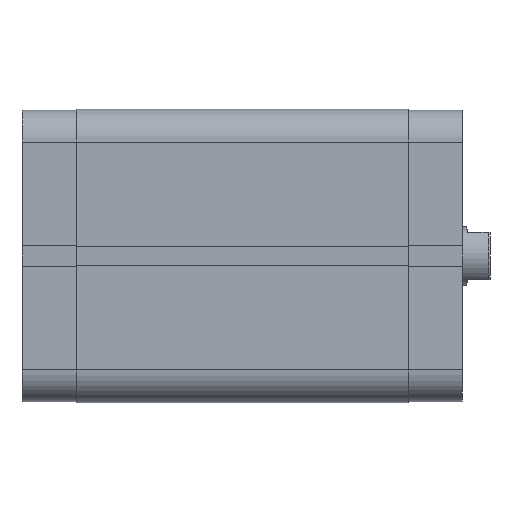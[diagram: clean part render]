
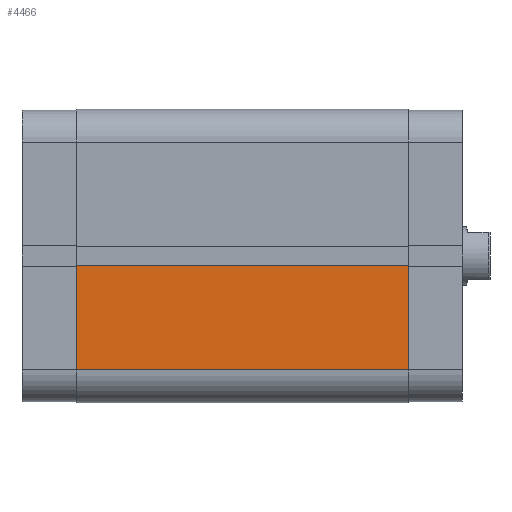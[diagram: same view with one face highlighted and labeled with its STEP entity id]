
A CAD part, front view. The second image highlights one B-rep face of the part: STEP entity #4466.
In plain terms, the highlighted planar face has unit normal (0, -1, 0).
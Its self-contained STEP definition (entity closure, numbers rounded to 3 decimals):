
#353 = EDGE_CURVE ( 'NONE', #3068, #3040, #2488, .T. ) ;
#354 = EDGE_CURVE ( 'NONE', #3030, #3040, #2475, .T. ) ;
#357 = EDGE_CURVE ( 'NONE', #3059, #3068, #2495, .T. ) ;
#358 = EDGE_CURVE ( 'NONE', #3059, #3030, #2497, .T. ) ;
#735 = EDGE_LOOP ( 'NONE', ( #1797, #1796, #1795, #1794 ) ) ;
#1353 = AXIS2_PLACEMENT_3D ( 'NONE', #5232, #5238, #5239 ) ;
#1794 = ORIENTED_EDGE ( 'NONE', *, *, #357, .T. ) ;
#1795 = ORIENTED_EDGE ( 'NONE', *, *, #358, .F. ) ;
#1796 = ORIENTED_EDGE ( 'NONE', *, *, #354, .F. ) ;
#1797 = ORIENTED_EDGE ( 'NONE', *, *, #353, .T. ) ;
#2475 = LINE ( 'NONE', #3914, #2490 ) ;
#2485 = VECTOR ( 'NONE', #3929, 1000. ) ;
#2488 = LINE ( 'NONE', #3919, #2489 ) ;
#2489 = VECTOR ( 'NONE', #3920, 1000. ) ;
#2490 = VECTOR ( 'NONE', #3922, 1000. ) ;
#2495 = LINE ( 'NONE', #3918, #2485 ) ;
#2497 = LINE ( 'NONE', #3930, #2498 ) ;
#2498 = VECTOR ( 'NONE', #3931, 1000. ) ;
#2757 = FACE_OUTER_BOUND ( 'NONE', #735, .T. ) ;
#3030 = VERTEX_POINT ( 'NONE', #5164 ) ;
#3040 = VERTEX_POINT ( 'NONE', #5174 ) ;
#3059 = VERTEX_POINT ( 'NONE', #5193 ) ;
#3068 = VERTEX_POINT ( 'NONE', #5202 ) ;
#3914 = CARTESIAN_POINT ( 'NONE',  ( -2.6, -40., 90.5 ) ) ;
#3918 = CARTESIAN_POINT ( 'NONE',  ( -31., -40., 90.5 ) ) ;
#3919 = CARTESIAN_POINT ( 'NONE',  ( 0., -40., 0. ) ) ;
#3920 = DIRECTION ( 'NONE',  ( 1., 0., 0. ) ) ;
#3922 = DIRECTION ( 'NONE',  ( 0., 0., -1. ) ) ;
#3929 = DIRECTION ( 'NONE',  ( 0., 0., -1. ) ) ;
#3930 = CARTESIAN_POINT ( 'NONE',  ( 0., -40., 90.5 ) ) ;
#3931 = DIRECTION ( 'NONE',  ( 1., 0., 0. ) ) ;
#4466 = ADVANCED_FACE ( 'NONE', ( #2757 ), #5228, .F. ) ;
#5164 = CARTESIAN_POINT ( 'NONE',  ( -2.6, -40., 90.5 ) ) ;
#5174 = CARTESIAN_POINT ( 'NONE',  ( -2.6, -40., 0. ) ) ;
#5193 = CARTESIAN_POINT ( 'NONE',  ( -31., -40., 90.5 ) ) ;
#5202 = CARTESIAN_POINT ( 'NONE',  ( -31., -40., 0. ) ) ;
#5228 = PLANE ( 'NONE',  #1353 ) ;
#5232 = CARTESIAN_POINT ( 'NONE',  ( 0., -40., 90.5 ) ) ;
#5238 = DIRECTION ( 'NONE',  ( 0., 1., 0. ) ) ;
#5239 = DIRECTION ( 'NONE',  ( 0., 0., 1. ) ) ;
